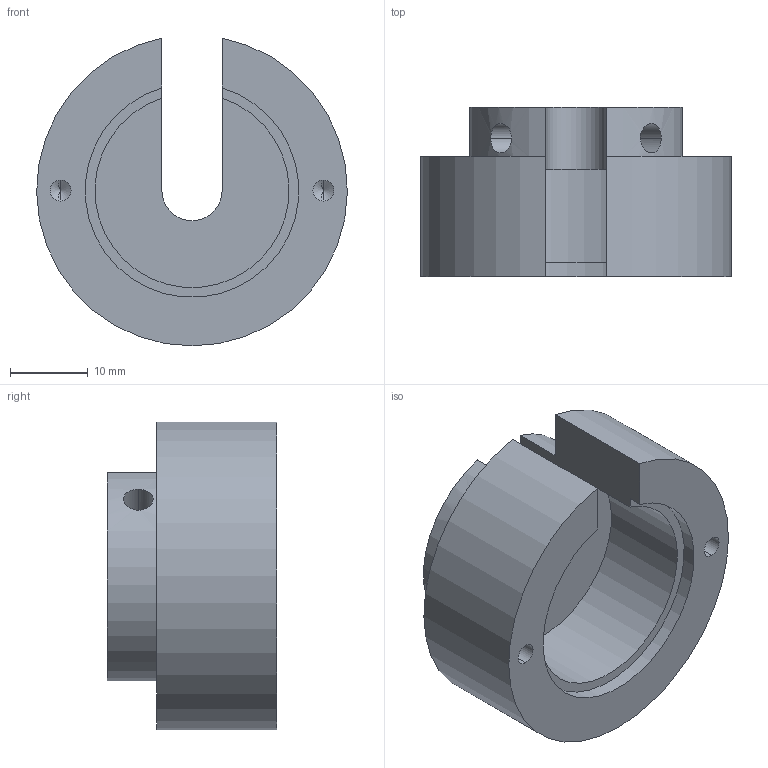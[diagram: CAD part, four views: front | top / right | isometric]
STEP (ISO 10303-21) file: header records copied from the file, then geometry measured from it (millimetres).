
FILE_DESCRIPTION (( 'STEP AP214' ), '1' );
FILE_NAME ('Com holder.step', '2023-02-07T13:42:50', ( '' ), ( '' ), 'SwSTEP 2.0', 'SolidWorks 2022', '' );
FILE_SCHEMA (( 'AUTOMOTIVE_DESIGN' ));
Length unit declared in the file: inch
Products named in the file (1): Com holder
Bounding box: 40 x 21.8 x 39.62 mm (x, y, z)
Volume: 14026.2 mm3; surface area: 6308.2 mm2
Topology: 1 solids, 1 shells, 24 faces, 62 edges, 38 vertices
Faces by surface type: cylinder 13, plane 7, cone 4
Entity records: 852 total; most frequent: CARTESIAN_POINT 241, DIRECTION 118, ORIENTED_EDGE 116, EDGE_CURVE 58, AXIS2_PLACEMENT_3D 43, VERTEX_POINT 38, VECTOR 32, LINE 32
